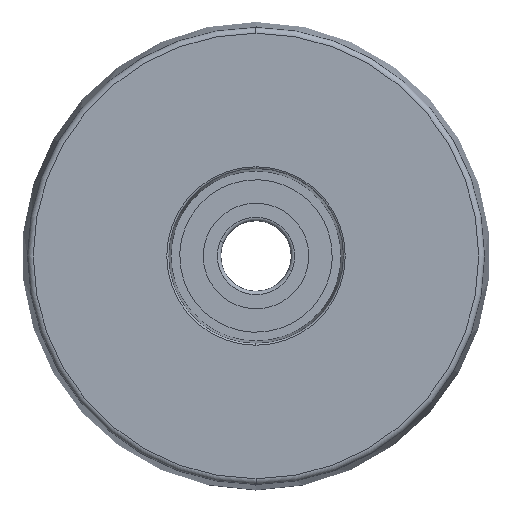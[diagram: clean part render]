
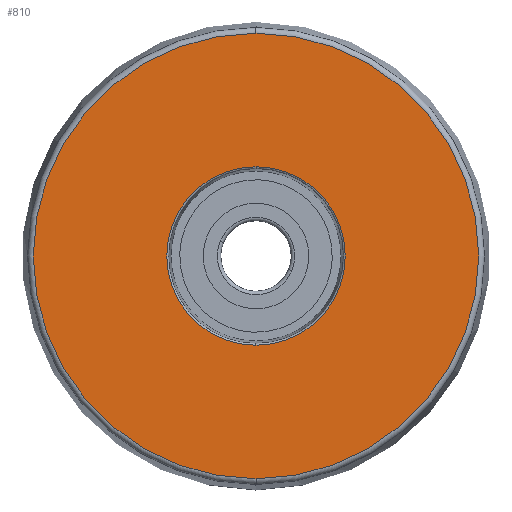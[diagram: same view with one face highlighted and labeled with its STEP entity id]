
A CAD part, left-side view. The second image highlights one B-rep face of the part: STEP entity #810.
In plain terms, the highlighted planar face has unit normal (-1, 0, 0).
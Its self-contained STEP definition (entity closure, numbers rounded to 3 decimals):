
#125 = CARTESIAN_POINT ( 'NONE',  ( -10., 0., 37.964 ) ) ;
#152 = CARTESIAN_POINT ( 'NONE',  ( -10., 0., 0. ) ) ;
#163 = VERTEX_POINT ( 'NONE', #2050 ) ;
#203 = AXIS2_PLACEMENT_3D ( 'NONE', #152, #1242, #2706 ) ;
#231 = CIRCLE ( 'NONE', #756, 37.964 ) ;
#242 = EDGE_CURVE ( 'NONE', #163, #2683, #914, .T. ) ;
#320 = VERTEX_POINT ( 'NONE', #2498 ) ;
#501 = AXIS2_PLACEMENT_3D ( 'NONE', #1895, #592, #1916 ) ;
#592 = DIRECTION ( 'NONE',  ( -1., 0., 0. ) ) ;
#619 = CARTESIAN_POINT ( 'NONE',  ( -10., 0., -15.212 ) ) ;
#736 = DIRECTION ( 'NONE',  ( -1., 0., 0. ) ) ;
#745 = ORIENTED_EDGE ( 'NONE', *, *, #1357, .F. ) ;
#756 = AXIS2_PLACEMENT_3D ( 'NONE', #2494, #2301, #2105 ) ;
#810 = ADVANCED_FACE ( 'NONE', ( #1232, #2732 ), #829, .F. ) ;
#826 = ORIENTED_EDGE ( 'NONE', *, *, #1694, .T. ) ;
#829 = PLANE ( 'NONE',  #1551 ) ;
#893 = EDGE_CURVE ( 'NONE', #320, #2534, #231, .T. ) ;
#914 = CIRCLE ( 'NONE', #203, 15.212 ) ;
#1041 = CIRCLE ( 'NONE', #501, 15.212 ) ;
#1224 = DIRECTION ( 'NONE',  ( 0., 0., -1. ) ) ;
#1232 = FACE_OUTER_BOUND ( 'NONE', #1234, .T. ) ;
#1234 = EDGE_LOOP ( 'NONE', ( #1632, #826 ) ) ;
#1242 = DIRECTION ( 'NONE',  ( -1., 0., 0. ) ) ;
#1298 = ORIENTED_EDGE ( 'NONE', *, *, #242, .F. ) ;
#1357 = EDGE_CURVE ( 'NONE', #2683, #163, #1041, .T. ) ;
#1551 = AXIS2_PLACEMENT_3D ( 'NONE', #2512, #1899, #1224 ) ;
#1599 = DIRECTION ( 'NONE',  ( 0., 0., -1. ) ) ;
#1632 = ORIENTED_EDGE ( 'NONE', *, *, #893, .T. ) ;
#1666 = EDGE_LOOP ( 'NONE', ( #1298, #745 ) ) ;
#1694 = EDGE_CURVE ( 'NONE', #2534, #320, #1727, .T. ) ;
#1727 = CIRCLE ( 'NONE', #2197, 37.964 ) ;
#1796 = CARTESIAN_POINT ( 'NONE',  ( -10., 0., 0. ) ) ;
#1895 = CARTESIAN_POINT ( 'NONE',  ( -10., 0., 0. ) ) ;
#1899 = DIRECTION ( 'NONE',  ( 1., 0., 0. ) ) ;
#1916 = DIRECTION ( 'NONE',  ( 0., 0., 1. ) ) ;
#2050 = CARTESIAN_POINT ( 'NONE',  ( -10., 0., 15.212 ) ) ;
#2105 = DIRECTION ( 'NONE',  ( 0., 0., -1. ) ) ;
#2197 = AXIS2_PLACEMENT_3D ( 'NONE', #1796, #736, #1599 ) ;
#2301 = DIRECTION ( 'NONE',  ( -1., 0., 0. ) ) ;
#2494 = CARTESIAN_POINT ( 'NONE',  ( -10., 0., 0. ) ) ;
#2498 = CARTESIAN_POINT ( 'NONE',  ( -10., 0., -37.964 ) ) ;
#2512 = CARTESIAN_POINT ( 'NONE',  ( -10., 15.212, 0. ) ) ;
#2534 = VERTEX_POINT ( 'NONE', #125 ) ;
#2683 = VERTEX_POINT ( 'NONE', #619 ) ;
#2706 = DIRECTION ( 'NONE',  ( 0., 0., 1. ) ) ;
#2732 = FACE_BOUND ( 'NONE', #1666, .T. ) ;
